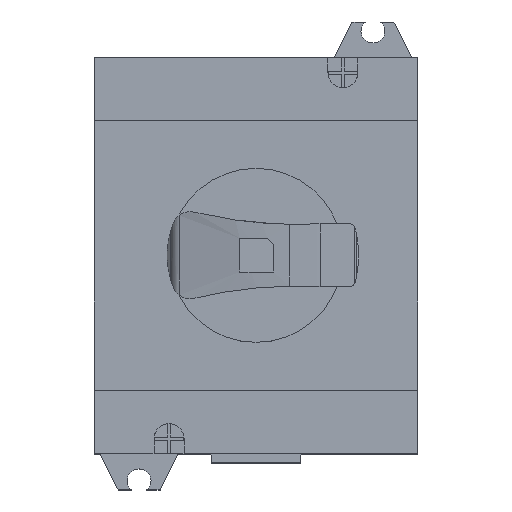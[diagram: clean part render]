
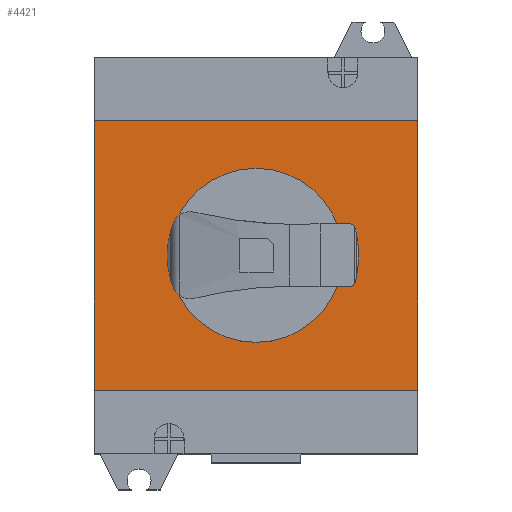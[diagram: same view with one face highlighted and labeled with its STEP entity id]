
A CAD part, top view. The second image highlights one B-rep face of the part: STEP entity #4421.
In plain terms, the highlighted planar face has unit normal (0, 0, 1).
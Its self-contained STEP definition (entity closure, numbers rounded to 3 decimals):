
#192=FACE_OUTER_BOUND($,#445,.T.);
#445=EDGE_LOOP($,(#3120,#3121,#3122,#3123));
#775=LINE($,#6380,#1344);
#778=LINE($,#6386,#1347);
#781=LINE($,#6392,#1350);
#784=LINE($,#6396,#1353);
#1344=VECTOR($,#5163,45.);
#1347=VECTOR($,#5168,54.);
#1350=VECTOR($,#5173,45.);
#1353=VECTOR($,#5178,54.);
#1873=VERTEX_POINT($,#6377);
#1874=VERTEX_POINT($,#6379);
#1876=VERTEX_POINT($,#6385);
#1878=VERTEX_POINT($,#6391);
#2340=EDGE_CURVE($,#1874,#1873,#775,.T.);
#2343=EDGE_CURVE($,#1876,#1874,#778,.T.);
#2346=EDGE_CURVE($,#1878,#1876,#781,.T.);
#2349=EDGE_CURVE($,#1873,#1878,#784,.T.);
#3120=ORIENTED_EDGE($,*,*,#2349,.T.);
#3121=ORIENTED_EDGE($,*,*,#2346,.T.);
#3122=ORIENTED_EDGE($,*,*,#2343,.T.);
#3123=ORIENTED_EDGE($,*,*,#2340,.T.);
#4199=PLANE($,#4691);
#4421=ADVANCED_FACE($,(#192),#4199,.T.);
#4691=AXIS2_PLACEMENT_3D($,#6398,#5181,#5182);
#5163=DIRECTION($,(0.,1.,0.));
#5168=DIRECTION($,(1.,0.,0.));
#5173=DIRECTION($,(0.,-1.,0.));
#5178=DIRECTION($,(-1.,0.,0.));
#5181=DIRECTION('center_axis',(0.,0.,1.));
#5182=DIRECTION('ref_axis',(1.,0.,0.));
#6377=CARTESIAN_POINT('',(54.,22.5,66.));
#6379=CARTESIAN_POINT('',(54.,-22.5,66.));
#6380=CARTESIAN_POINT($,(54.,22.5,66.));
#6385=CARTESIAN_POINT('',(0.,-22.5,66.));
#6386=CARTESIAN_POINT($,(54.,-22.5,66.));
#6391=CARTESIAN_POINT('',(0.,22.5,66.));
#6392=CARTESIAN_POINT($,(0.,-22.5,66.));
#6396=CARTESIAN_POINT($,(0.,22.5,66.));
#6398=CARTESIAN_POINT('Origin',(27.,0.,
66.));
